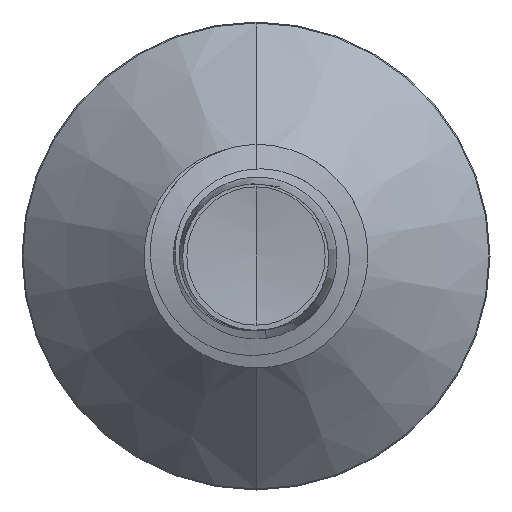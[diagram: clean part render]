
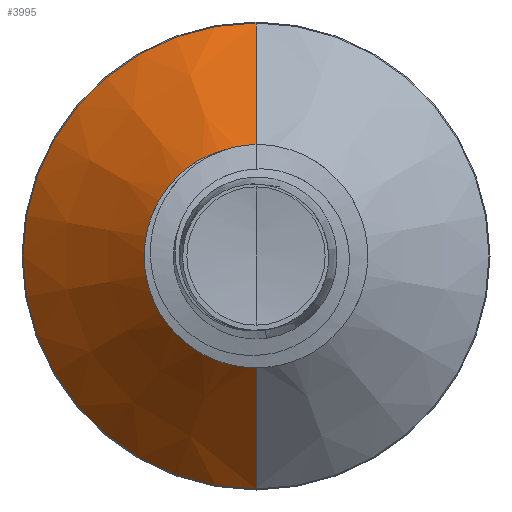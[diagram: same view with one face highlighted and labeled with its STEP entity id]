
A CAD part, front view. The second image highlights one B-rep face of the part: STEP entity #3995.
In plain terms, the highlighted conical face has half-angle 45 degrees and reference radius 0.775 mm.
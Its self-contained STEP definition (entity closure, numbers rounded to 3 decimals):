
#179 = AXIS2_PLACEMENT_3D ( 'NONE', #4447, #551, #5120 ) ;
#458 = EDGE_CURVE ( 'NONE', #4500, #5034, #1792, .T. ) ;
#551 = DIRECTION ( 'NONE',  ( 0., 1., 0. ) ) ;
#642 = VECTOR ( 'NONE', #2389, 1000. ) ;
#661 = EDGE_CURVE ( 'NONE', #7081, #5034, #3592, .T. ) ;
#1032 = VECTOR ( 'NONE', #4219, 1000. ) ;
#1258 = CARTESIAN_POINT ( 'NONE',  ( 0., 1.643, 1.668 ) ) ;
#1347 = DIRECTION ( 'NONE',  ( 0., 0., 1. ) ) ;
#1792 = CIRCLE ( 'NONE', #7466, 1.668 ) ;
#2365 = CIRCLE ( 'NONE', #179, 0.775 ) ;
#2389 = DIRECTION ( 'NONE',  ( 0., 0.707, 0.707 ) ) ;
#2520 = DIRECTION ( 'NONE',  ( 0., 0., 1. ) ) ;
#3166 = CARTESIAN_POINT ( 'NONE',  ( 0., 0.75, 0.775 ) ) ;
#3306 = CARTESIAN_POINT ( 'NONE',  ( 0., 1.643, 0. ) ) ;
#3592 = LINE ( 'NONE', #3796, #642 ) ;
#3672 = EDGE_LOOP ( 'NONE', ( #5932, #3992, #8425, #4010 ) ) ;
#3796 = CARTESIAN_POINT ( 'NONE',  ( 0., 0.75, 0.775 ) ) ;
#3992 = ORIENTED_EDGE ( 'NONE', *, *, #5907, .T. ) ;
#3995 = ADVANCED_FACE ( 'NONE', ( #5094 ), #4464, .T. ) ;
#4010 = ORIENTED_EDGE ( 'NONE', *, *, #458, .F. ) ;
#4219 = DIRECTION ( 'NONE',  ( 0., 0.707, -0.707 ) ) ;
#4447 = CARTESIAN_POINT ( 'NONE',  ( 0., 0.75, 0. ) ) ;
#4464 = CONICAL_SURFACE ( 'NONE', #4594, 0.775, 0.785 ) ;
#4481 = LINE ( 'NONE', #8130, #1032 ) ;
#4500 = VERTEX_POINT ( 'NONE', #7519 ) ;
#4594 = AXIS2_PLACEMENT_3D ( 'NONE', #5899, #4608, #1347 ) ;
#4608 = DIRECTION ( 'NONE',  ( 0., 1., 0. ) ) ;
#5034 = VERTEX_POINT ( 'NONE', #1258 ) ;
#5094 = FACE_OUTER_BOUND ( 'NONE', #3672, .T. ) ;
#5120 = DIRECTION ( 'NONE',  ( 0., 0., 1. ) ) ;
#5899 = CARTESIAN_POINT ( 'NONE',  ( 0., 0.75, 0. ) ) ;
#5907 = EDGE_CURVE ( 'NONE', #7915, #7081, #2365, .T. ) ;
#5932 = ORIENTED_EDGE ( 'NONE', *, *, #7614, .F. ) ;
#6387 = CARTESIAN_POINT ( 'NONE',  ( 0., 0.75, -0.775 ) ) ;
#6508 = DIRECTION ( 'NONE',  ( 0., 1., 0. ) ) ;
#7081 = VERTEX_POINT ( 'NONE', #3166 ) ;
#7466 = AXIS2_PLACEMENT_3D ( 'NONE', #3306, #6508, #2520 ) ;
#7519 = CARTESIAN_POINT ( 'NONE',  ( 0., 1.643, -1.668 ) ) ;
#7614 = EDGE_CURVE ( 'NONE', #7915, #4500, #4481, .T. ) ;
#7915 = VERTEX_POINT ( 'NONE', #6387 ) ;
#8130 = CARTESIAN_POINT ( 'NONE',  ( 0., 0.75, -0.775 ) ) ;
#8425 = ORIENTED_EDGE ( 'NONE', *, *, #661, .T. ) ;
